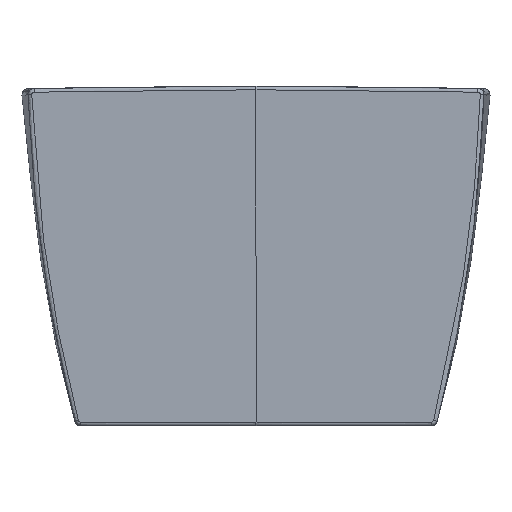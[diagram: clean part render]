
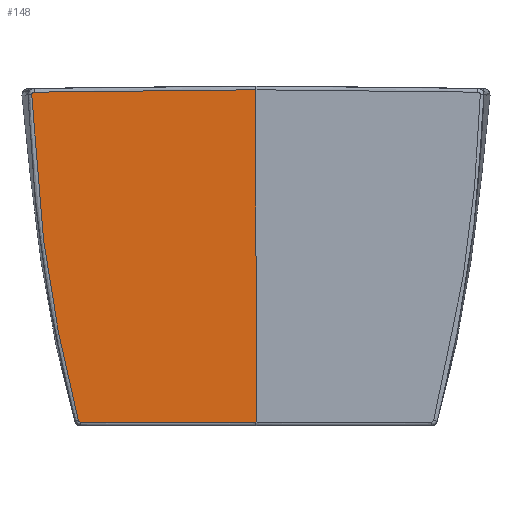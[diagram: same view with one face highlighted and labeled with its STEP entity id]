
A CAD part, front view. The second image highlights one B-rep face of the part: STEP entity #148.
In plain terms, the highlighted free-form (B-spline) face has degree [1, 1] with [2, 2] control points.
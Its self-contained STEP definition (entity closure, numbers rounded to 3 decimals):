
#44=LINE('',#2821,#45);
#45=VECTOR('',#1106,1.);
#148=ADVANCED_FACE('',(#251),#196,.T.);
#196=B_SPLINE_SURFACE_WITH_KNOTS('',1,1,((#7746,#7747),(#7748,#7749)),
 .UNSPECIFIED.,.F.,.F.,.F.,(2,2),(2,2),(0.,1.),(0.,1.),.UNSPECIFIED.);
#251=FACE_OUTER_BOUND('',#317,.T.);
#317=EDGE_LOOP('',(#528,#529,#530,#531,#532,#533,#534));
#528=ORIENTED_EDGE('',*,*,#909,.T.);
#529=ORIENTED_EDGE('',*,*,#910,.T.);
#530=ORIENTED_EDGE('',*,*,#837,.T.);
#531=ORIENTED_EDGE('',*,*,#843,.T.);
#532=ORIENTED_EDGE('',*,*,#911,.T.);
#533=ORIENTED_EDGE('',*,*,#912,.T.);
#534=ORIENTED_EDGE('',*,*,#913,.T.);
#722=VERTEX_POINT('',#2768);
#723=VERTEX_POINT('',#2769);
#728=VERTEX_POINT('',#2820);
#769=VERTEX_POINT('',#7706);
#770=VERTEX_POINT('',#7707);
#771=VERTEX_POINT('',#7728);
#772=VERTEX_POINT('',#7741);
#837=EDGE_CURVE('',#722,#723,#996,.T.);
#843=EDGE_CURVE('',#723,#728,#44,.T.);
#909=EDGE_CURVE('',#769,#770,#1053,.T.);
#910=EDGE_CURVE('',#770,#722,#1054,.T.);
#911=EDGE_CURVE('',#728,#771,#1055,.T.);
#912=EDGE_CURVE('',#771,#772,#1056,.T.);
#913=EDGE_CURVE('',#772,#769,#1057,.T.);
#996=B_SPLINE_CURVE_WITH_KNOTS('',3,(#2764,#2765,#2766,#2767),
 .UNSPECIFIED.,.F.,.F.,(4,4),(0.,1.),.UNSPECIFIED.);
#1053=B_SPLINE_CURVE_WITH_KNOTS('',3,(#7696,#7697,#7698,#7699,#7700,#7701,
#7702,#7703,#7704,#7705),.UNSPECIFIED.,.F.,.F.,(4,2,2,2,4),(0.,0.232,
0.488,0.744,1.),.UNSPECIFIED.);
#1054=B_SPLINE_CURVE_WITH_KNOTS('',3,(#7708,#7709,#7710,#7711,#7712,#7713,
#7714,#7715,#7716,#7717),.UNSPECIFIED.,.F.,.F.,(4,2,2,2,4),(0.,0.043,
0.214,0.899,1.),.UNSPECIFIED.);
#1055=B_SPLINE_CURVE_WITH_KNOTS('',3,(#7718,#7719,#7720,#7721,#7722,#7723,
#7724,#7725,#7726,#7727),.UNSPECIFIED.,.F.,.F.,(4,2,2,2,4),(0.,0.168,
0.445,0.723,1.),.UNSPECIFIED.);
#1056=B_SPLINE_CURVE_WITH_KNOTS('',3,(#7729,#7730,#7731,#7732,#7733,#7734,
#7735,#7736,#7737,#7738,#7739,#7740),.UNSPECIFIED.,.F.,.F.,(4,2,2,2,2,4),
(0.,0.148,0.361,0.574,0.787,
1.),.UNSPECIFIED.);
#1057=B_SPLINE_CURVE_WITH_KNOTS('',3,(#7742,#7743,#7744,#7745),
 .UNSPECIFIED.,.F.,.F.,(4,4),(0.,1.),.UNSPECIFIED.);
#1106=DIRECTION('',(0.,0.,1.));
#2764=CARTESIAN_POINT('',(0.,0.,-267.));
#2765=CARTESIAN_POINT('',(0.,0.,-266.78));
#2766=CARTESIAN_POINT('',(0.,0.,-266.56));
#2767=CARTESIAN_POINT('',(0.,0.,-266.34));
#2768=CARTESIAN_POINT('',(0.,0.,-267.));
#2769=CARTESIAN_POINT('',(0.,0.,-266.34));
#2820=CARTESIAN_POINT('',(0.,0.,-0.999));
#2821=CARTESIAN_POINT('',(0.,0.,-132.565));
#7696=CARTESIAN_POINT('',(-142.122,0.,-265.5));
#7697=CARTESIAN_POINT('',(-142.071,0.,-265.697));
#7698=CARTESIAN_POINT('',(-141.989,0.,-265.888));
#7699=CARTESIAN_POINT('',(-141.763,0.,-266.25));
#7700=CARTESIAN_POINT('',(-141.61,0.,-266.422));
#7701=CARTESIAN_POINT('',(-141.26,0.,-266.702));
#7702=CARTESIAN_POINT('',(-141.059,0.,-266.813));
#7703=CARTESIAN_POINT('',(-140.636,0.,-266.961));
#7704=CARTESIAN_POINT('',(-140.409,0.,-267.));
#7705=CARTESIAN_POINT('',(-140.185,0.,-267.));
#7706=CARTESIAN_POINT('',(-142.122,0.,-265.5));
#7707=CARTESIAN_POINT('',(-140.185,0.,-267.));
#7708=CARTESIAN_POINT('',(-140.185,0.,-267.));
#7709=CARTESIAN_POINT('',(-138.185,0.,-267.));
#7710=CARTESIAN_POINT('',(-136.185,0.,-267.));
#7711=CARTESIAN_POINT('',(-126.185,0.,-267.));
#7712=CARTESIAN_POINT('',(-118.185,0.,-267.));
#7713=CARTESIAN_POINT('',(-78.185,0.,-267.));
#7714=CARTESIAN_POINT('',(-46.185,0.,-267.));
#7715=CARTESIAN_POINT('',(-9.457,0.,-267.));
#7716=CARTESIAN_POINT('',(-4.728,0.,-267.));
#7717=CARTESIAN_POINT('',(0.,0.,-267.));
#7718=CARTESIAN_POINT('',(0.,0.,-0.999));
#7719=CARTESIAN_POINT('',(-9.929,0.,-1.012));
#7720=CARTESIAN_POINT('',(-19.859,0.,-1.034));
#7721=CARTESIAN_POINT('',(-46.206,0.,-1.141));
#7722=CARTESIAN_POINT('',(-62.623,0.,-1.252));
#7723=CARTESIAN_POINT('',(-95.457,0.,-1.565));
#7724=CARTESIAN_POINT('',(-111.873,0.,-1.765));
#7725=CARTESIAN_POINT('',(-144.705,0.,-2.26));
#7726=CARTESIAN_POINT('',(-161.12,0.,-2.557));
#7727=CARTESIAN_POINT('',(-177.534,0.,-2.893));
#7728=CARTESIAN_POINT('',(-177.534,0.,-2.893));
#7729=CARTESIAN_POINT('',(-177.534,0.,-2.893));
#7730=CARTESIAN_POINT('',(-177.69,0.,-2.897));
#7731=CARTESIAN_POINT('',(-177.847,0.,-2.918));
#7732=CARTESIAN_POINT('',(-178.215,0.,-3.014));
#7733=CARTESIAN_POINT('',(-178.425,0.,-3.109));
#7734=CARTESIAN_POINT('',(-178.797,0.,-3.359));
#7735=CARTESIAN_POINT('',(-178.963,0.,-3.517));
#7736=CARTESIAN_POINT('',(-179.231,0.,-3.876));
#7737=CARTESIAN_POINT('',(-179.336,0.,-4.08));
#7738=CARTESIAN_POINT('',(-179.47,0.,-4.507));
#7739=CARTESIAN_POINT('',(-179.501,0.,-4.735));
#7740=CARTESIAN_POINT('',(-179.494,0.,-4.958));
#7741=CARTESIAN_POINT('',(-179.494,0.,-4.958));
#7742=CARTESIAN_POINT('',(-179.494,0.,-4.958));
#7743=CARTESIAN_POINT('',(-176.614,0.,-92.864));
#7744=CARTESIAN_POINT('',(-164.102,0.,-180.337));
#7745=CARTESIAN_POINT('',(-142.122,0.,-265.5));
#7746=CARTESIAN_POINT('',(-195.972,0.,19.822));
#7747=CARTESIAN_POINT('',(1.038,0.,20.254));
#7748=CARTESIAN_POINT('',(-195.273,0.,-298.948));
#7749=CARTESIAN_POINT('',(1.737,0.,-298.516));
